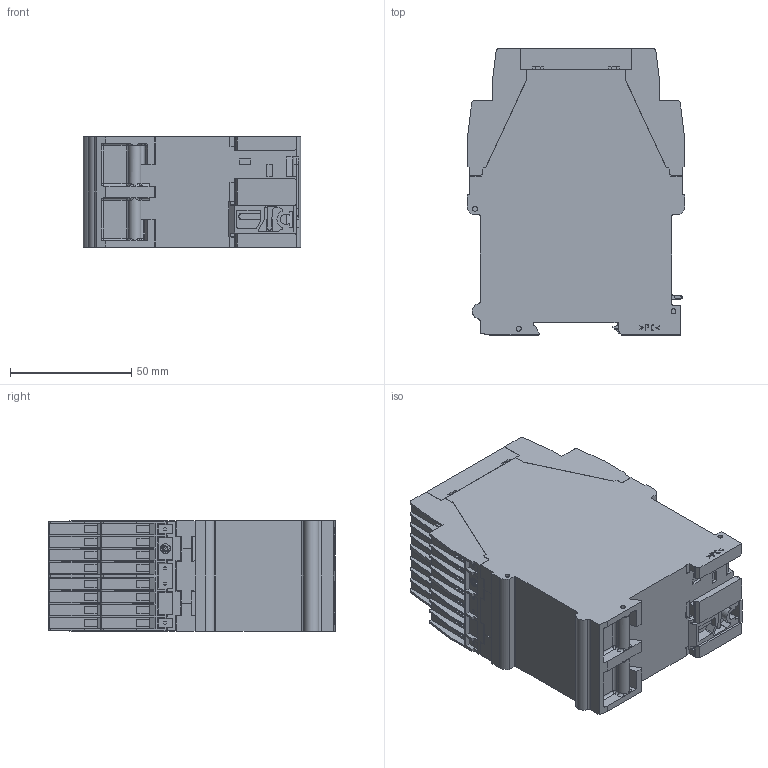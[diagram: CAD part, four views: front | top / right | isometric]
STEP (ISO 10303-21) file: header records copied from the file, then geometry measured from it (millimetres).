
FILE_DESCRIPTION (( 'STEP AP214' ), '1' );
FILE_NAME ('LH5946-48-115-04.STEP', '2018-05-11T14:04:03', ( '' ), ( '' ), 'SwSTEP 2.0', 'SolidWorks 2017', '' );
FILE_SCHEMA (( 'AUTOMOTIVE_DESIGN' ));
Length unit declared in the file: inch
Products named in the file (1): LH5946-48-115-04
Bounding box: 89.85 x 118.2 x 45.5 mm (x, y, z)
Volume: 407938.2 mm3; surface area: 57552.7 mm2
Topology: 1 solids, 1 shells, 3585 faces, 10464 edges, 6847 vertices
Faces by surface type: plane 2713, cylinder 591, bspline 210, cone 71
Full cylindrical faces by diameter (mm): 1.7 x2, 1.995 x2, 2 x3, 2.2 x1, 2.775 x8, 3.05 x8, 4.6 x32
Entity records: 163098 total; most frequent: CARTESIAN_POINT 36004, ORIENTED_EDGE 20504, DIRECTION 15916, EDGE_CURVE 10252, LINE 7460, VECTOR 7460, VERTEX_POINT 6750, AXIS2_PLACEMENT_3D 4228
